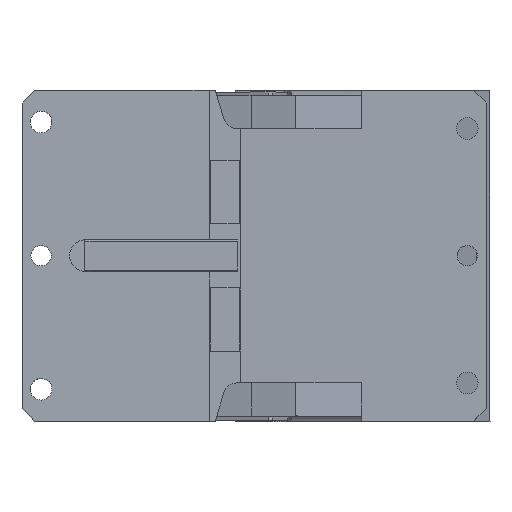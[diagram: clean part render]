
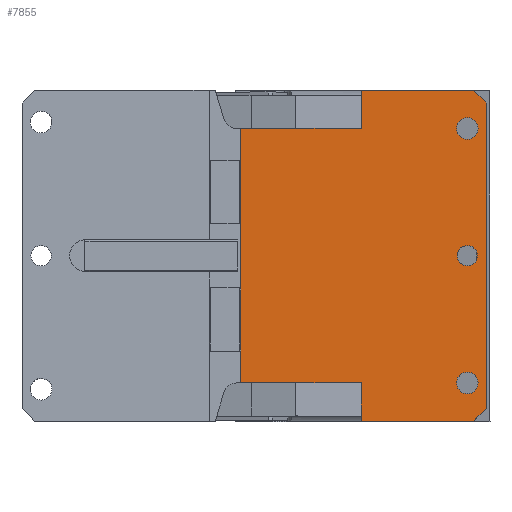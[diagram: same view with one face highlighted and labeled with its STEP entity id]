
A CAD part, top view. The second image highlights one B-rep face of the part: STEP entity #7855.
In plain terms, the highlighted planar face has unit normal (0, 0, 1).
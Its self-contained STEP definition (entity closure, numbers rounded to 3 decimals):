
#92=CARTESIAN_POINT('Axis2P3D Location',(-288.,-132.,300.)) ;
#1244=CARTESIAN_POINT('Vertex',(-113.,75.,300.)) ;
#1275=CARTESIAN_POINT('Line Origine',(-113.,87.5,300.)) ;
#1279=CARTESIAN_POINT('Vertex',(-113.,100.,300.)) ;
#1491=CARTESIAN_POINT('Line Origine',(-65.734,100.,300.)) ;
#1495=CARTESIAN_POINT('Vertex',(-18.468,100.,300.)) ;
#2371=CARTESIAN_POINT('Vertex',(-113.,-25.,300.)) ;
#2376=CARTESIAN_POINT('Line Origine',(-113.,0.,300.)) ;
#2380=CARTESIAN_POINT('Vertex',(-113.,25.,300.)) ;
#3179=CARTESIAN_POINT('Vertex',(-113.,-75.,300.)) ;
#3198=CARTESIAN_POINT('Line Origine',(-113.,-74.4,300.)) ;
#3202=CARTESIAN_POINT('Vertex',(-113.,-73.8,300.)) ;
#3205=CARTESIAN_POINT('Line Origine',(-113.,-50.,300.)) ;
#3209=CARTESIAN_POINT('Vertex',(-113.,-26.2,300.)) ;
#3212=CARTESIAN_POINT('Line Origine',(-113.,-25.6,300.)) ;
#3655=CARTESIAN_POINT('Line Origine',(-113.,25.6,300.)) ;
#3659=CARTESIAN_POINT('Vertex',(-113.,26.2,300.)) ;
#3662=CARTESIAN_POINT('Line Origine',(-113.,50.,300.)) ;
#3666=CARTESIAN_POINT('Vertex',(-113.,73.8,300.)) ;
#3669=CARTESIAN_POINT('Line Origine',(-113.,74.4,300.)) ;
#4360=CARTESIAN_POINT('Vertex',(65.,-8.,300.)) ;
#4365=CARTESIAN_POINT('Axis2P3D Location',(65.,0.,300.)) ;
#4369=CARTESIAN_POINT('Vertex',(65.,8.,300.)) ;
#5256=CARTESIAN_POINT('Axis2P3D Location',(65.,0.,300.)) ;
#5540=CARTESIAN_POINT('Vertex',(65.,-108.5,300.)) ;
#5545=CARTESIAN_POINT('Axis2P3D Location',(65.,-100.,300.)) ;
#5549=CARTESIAN_POINT('Vertex',(65.,-91.5,300.)) ;
#5576=CARTESIAN_POINT('Axis2P3D Location',(65.,-100.,300.)) ;
#5757=CARTESIAN_POINT('Line Origine',(75.,-125.,300.)) ;
#5761=CARTESIAN_POINT('Vertex',(80.,-120.,300.)) ;
#5763=CARTESIAN_POINT('Vertex',(70.,-130.,300.)) ;
#5803=CARTESIAN_POINT('Vertex',(-18.468,-130.,300.)) ;
#5811=CARTESIAN_POINT('Line Origine',(25.766,-130.,300.)) ;
#5834=CARTESIAN_POINT('Vertex',(-18.468,-100.,300.)) ;
#5842=CARTESIAN_POINT('Line Origine',(-18.468,-115.,300.)) ;
#7133=CARTESIAN_POINT('Vertex',(65.,91.5,300.)) ;
#7138=CARTESIAN_POINT('Axis2P3D Location',(65.,100.,300.)) ;
#7142=CARTESIAN_POINT('Vertex',(65.,108.5,300.)) ;
#7169=CARTESIAN_POINT('Axis2P3D Location',(65.,100.,300.)) ;
#7721=CARTESIAN_POINT('Vertex',(80.,120.,300.)) ;
#7724=CARTESIAN_POINT('Line Origine',(80.,0.,300.)) ;
#7755=CARTESIAN_POINT('Vertex',(70.,130.,300.)) ;
#7758=CARTESIAN_POINT('Line Origine',(75.,125.,300.)) ;
#7779=CARTESIAN_POINT('Vertex',(-18.468,130.,300.)) ;
#7782=CARTESIAN_POINT('Line Origine',(25.766,130.,300.)) ;
#7799=CARTESIAN_POINT('Line Origine',(-18.468,115.,300.)) ;
#7811=CARTESIAN_POINT('Line Origine',(-113.,-87.5,300.)) ;
#7815=CARTESIAN_POINT('Vertex',(-113.,-100.,300.)) ;
#7818=CARTESIAN_POINT('Line Origine',(-65.734,-100.,300.)) ;
#93=DIRECTION('Axis2P3D Direction',(0.,0.,1.)) ;
#94=DIRECTION('Axis2P3D XDirection',(0.,-1.,0.)) ;
#1276=DIRECTION('Vector Direction',(0.,1.,0.)) ;
#1492=DIRECTION('Vector Direction',(-1.,0.,0.)) ;
#2377=DIRECTION('Vector Direction',(0.,1.,0.)) ;
#3199=DIRECTION('Vector Direction',(0.,1.,0.)) ;
#3206=DIRECTION('Vector Direction',(0.,1.,0.)) ;
#3213=DIRECTION('Vector Direction',(0.,1.,0.)) ;
#3656=DIRECTION('Vector Direction',(0.,-1.,0.)) ;
#3663=DIRECTION('Vector Direction',(0.,-1.,0.)) ;
#3670=DIRECTION('Vector Direction',(0.,-1.,0.)) ;
#4366=DIRECTION('Axis2P3D Direction',(0.,0.,-1.)) ;
#5257=DIRECTION('Axis2P3D Direction',(0.,0.,-1.)) ;
#5546=DIRECTION('Axis2P3D Direction',(0.,0.,-1.)) ;
#5577=DIRECTION('Axis2P3D Direction',(0.,0.,-1.)) ;
#5758=DIRECTION('Vector Direction',(-0.707,-0.707,0.)) ;
#5812=DIRECTION('Vector Direction',(-1.,0.,0.)) ;
#5843=DIRECTION('Vector Direction',(0.,1.,0.)) ;
#7139=DIRECTION('Axis2P3D Direction',(0.,0.,-1.)) ;
#7170=DIRECTION('Axis2P3D Direction',(0.,0.,-1.)) ;
#7725=DIRECTION('Vector Direction',(0.,1.,0.)) ;
#7759=DIRECTION('Vector Direction',(0.707,-0.707,0.)) ;
#7783=DIRECTION('Vector Direction',(-1.,0.,0.)) ;
#7800=DIRECTION('Vector Direction',(0.,1.,0.)) ;
#7812=DIRECTION('Vector Direction',(0.,1.,0.)) ;
#7819=DIRECTION('Vector Direction',(-1.,0.,0.)) ;
#95=AXIS2_PLACEMENT_3D('Plane Axis2P3D',#92,#93,#94) ;
#4367=AXIS2_PLACEMENT_3D('Circle Axis2P3D',#4365,#4366,$) ;
#5258=AXIS2_PLACEMENT_3D('Circle Axis2P3D',#5256,#5257,$) ;
#5547=AXIS2_PLACEMENT_3D('Circle Axis2P3D',#5545,#5546,$) ;
#5578=AXIS2_PLACEMENT_3D('Circle Axis2P3D',#5576,#5577,$) ;
#7140=AXIS2_PLACEMENT_3D('Circle Axis2P3D',#7138,#7139,$) ;
#7171=AXIS2_PLACEMENT_3D('Circle Axis2P3D',#7169,#7170,$) ;
#7824=ORIENTED_EDGE('',*,*,#5846,.F.) ;
#7825=ORIENTED_EDGE('',*,*,#5815,.F.) ;
#7826=ORIENTED_EDGE('',*,*,#5765,.F.) ;
#7827=ORIENTED_EDGE('',*,*,#7728,.T.) ;
#7828=ORIENTED_EDGE('',*,*,#7762,.F.) ;
#7829=ORIENTED_EDGE('',*,*,#7786,.T.) ;
#7830=ORIENTED_EDGE('',*,*,#7803,.F.) ;
#7831=ORIENTED_EDGE('',*,*,#1497,.T.) ;
#7832=ORIENTED_EDGE('',*,*,#1281,.F.) ;
#7833=ORIENTED_EDGE('',*,*,#3673,.T.) ;
#7834=ORIENTED_EDGE('',*,*,#3668,.F.) ;
#7835=ORIENTED_EDGE('',*,*,#3661,.T.) ;
#7836=ORIENTED_EDGE('',*,*,#2382,.F.) ;
#7837=ORIENTED_EDGE('',*,*,#3216,.F.) ;
#7838=ORIENTED_EDGE('',*,*,#3211,.F.) ;
#7839=ORIENTED_EDGE('',*,*,#3204,.F.) ;
#7840=ORIENTED_EDGE('',*,*,#7817,.F.) ;
#7841=ORIENTED_EDGE('',*,*,#7822,.F.) ;
#7844=ORIENTED_EDGE('',*,*,#4371,.F.) ;
#7845=ORIENTED_EDGE('',*,*,#5260,.F.) ;
#7848=ORIENTED_EDGE('',*,*,#5551,.T.) ;
#7849=ORIENTED_EDGE('',*,*,#5580,.T.) ;
#7852=ORIENTED_EDGE('',*,*,#7144,.T.) ;
#7853=ORIENTED_EDGE('',*,*,#7173,.T.) ;
#7846=FACE_BOUND('',#7843,.T.) ;
#7850=FACE_BOUND('',#7847,.T.) ;
#7854=FACE_BOUND('',#7851,.T.) ;
#1277=VECTOR('Line Direction',#1276,1.) ;
#1493=VECTOR('Line Direction',#1492,1.) ;
#2378=VECTOR('Line Direction',#2377,1.) ;
#3200=VECTOR('Line Direction',#3199,1.) ;
#3207=VECTOR('Line Direction',#3206,1.) ;
#3214=VECTOR('Line Direction',#3213,1.) ;
#3657=VECTOR('Line Direction',#3656,1.) ;
#3664=VECTOR('Line Direction',#3663,1.) ;
#3671=VECTOR('Line Direction',#3670,1.) ;
#5759=VECTOR('Line Direction',#5758,1.) ;
#5813=VECTOR('Line Direction',#5812,1.) ;
#5844=VECTOR('Line Direction',#5843,1.) ;
#7726=VECTOR('Line Direction',#7725,1.) ;
#7760=VECTOR('Line Direction',#7759,1.) ;
#7784=VECTOR('Line Direction',#7783,1.) ;
#7801=VECTOR('Line Direction',#7800,1.) ;
#7813=VECTOR('Line Direction',#7812,1.) ;
#7820=VECTOR('Line Direction',#7819,1.) ;
#7855=ADVANCED_FACE('CAM HOLDER',(#7842,#7846,#7850,#7854),#96,.T.) ;
#4368=CIRCLE('generated circle',#4367,8.) ;
#5259=CIRCLE('generated circle',#5258,8.) ;
#5548=CIRCLE('generated circle',#5547,8.5) ;
#5579=CIRCLE('generated circle',#5578,8.5) ;
#7141=CIRCLE('generated circle',#7140,8.5) ;
#7172=CIRCLE('generated circle',#7171,8.5) ;
#1281=EDGE_CURVE('',#1245,#1280,#1278,.T.) ;
#1497=EDGE_CURVE('',#1496,#1280,#1494,.T.) ;
#2382=EDGE_CURVE('',#2372,#2381,#2379,.T.) ;
#3204=EDGE_CURVE('',#3180,#3203,#3201,.T.) ;
#3211=EDGE_CURVE('',#3203,#3210,#3208,.T.) ;
#3216=EDGE_CURVE('',#3210,#2372,#3215,.T.) ;
#3661=EDGE_CURVE('',#3660,#2381,#3658,.T.) ;
#3668=EDGE_CURVE('',#3660,#3667,#3665,.F.) ;
#3673=EDGE_CURVE('',#1245,#3667,#3672,.T.) ;
#4371=EDGE_CURVE('',#4361,#4370,#4368,.F.) ;
#5260=EDGE_CURVE('',#4370,#4361,#5259,.F.) ;
#5551=EDGE_CURVE('',#5550,#5541,#5548,.T.) ;
#5580=EDGE_CURVE('',#5541,#5550,#5579,.T.) ;
#5765=EDGE_CURVE('',#5762,#5764,#5760,.T.) ;
#5815=EDGE_CURVE('',#5764,#5804,#5814,.T.) ;
#5846=EDGE_CURVE('',#5804,#5835,#5845,.T.) ;
#7144=EDGE_CURVE('',#7143,#7134,#7141,.T.) ;
#7173=EDGE_CURVE('',#7134,#7143,#7172,.T.) ;
#7728=EDGE_CURVE('',#5762,#7722,#7727,.T.) ;
#7762=EDGE_CURVE('',#7756,#7722,#7761,.T.) ;
#7786=EDGE_CURVE('',#7756,#7780,#7785,.T.) ;
#7803=EDGE_CURVE('',#1496,#7780,#7802,.T.) ;
#7817=EDGE_CURVE('',#7816,#3180,#7814,.T.) ;
#7822=EDGE_CURVE('',#5835,#7816,#7821,.T.) ;
#7823=EDGE_LOOP('',(#7824,#7825,#7826,#7827,#7828,#7829,#7830,#7831,#7832,#7833,#7834,#7835,#7836,#7837,#7838,#7839,#7840,#7841)) ;
#7843=EDGE_LOOP('',(#7844,#7845)) ;
#7847=EDGE_LOOP('',(#7848,#7849)) ;
#7851=EDGE_LOOP('',(#7852,#7853)) ;
#7842=FACE_OUTER_BOUND('',#7823,.T.) ;
#1278=LINE('Line',#1275,#1277) ;
#1494=LINE('Line',#1491,#1493) ;
#2379=LINE('Line',#2376,#2378) ;
#3201=LINE('Line',#3198,#3200) ;
#3208=LINE('Line',#3205,#3207) ;
#3215=LINE('Line',#3212,#3214) ;
#3658=LINE('Line',#3655,#3657) ;
#3665=LINE('Line',#3662,#3664) ;
#3672=LINE('Line',#3669,#3671) ;
#5760=LINE('Line',#5757,#5759) ;
#5814=LINE('Line',#5811,#5813) ;
#5845=LINE('Line',#5842,#5844) ;
#7727=LINE('Line',#7724,#7726) ;
#7761=LINE('Line',#7758,#7760) ;
#7785=LINE('Line',#7782,#7784) ;
#7802=LINE('Line',#7799,#7801) ;
#7814=LINE('Line',#7811,#7813) ;
#7821=LINE('Line',#7818,#7820) ;
#96=PLANE('Plane',#95) ;
#1245=VERTEX_POINT('',#1244) ;
#1280=VERTEX_POINT('',#1279) ;
#1496=VERTEX_POINT('',#1495) ;
#2372=VERTEX_POINT('',#2371) ;
#2381=VERTEX_POINT('',#2380) ;
#3180=VERTEX_POINT('',#3179) ;
#3203=VERTEX_POINT('',#3202) ;
#3210=VERTEX_POINT('',#3209) ;
#3660=VERTEX_POINT('',#3659) ;
#3667=VERTEX_POINT('',#3666) ;
#4361=VERTEX_POINT('',#4360) ;
#4370=VERTEX_POINT('',#4369) ;
#5541=VERTEX_POINT('',#5540) ;
#5550=VERTEX_POINT('',#5549) ;
#5762=VERTEX_POINT('',#5761) ;
#5764=VERTEX_POINT('',#5763) ;
#5804=VERTEX_POINT('',#5803) ;
#5835=VERTEX_POINT('',#5834) ;
#7134=VERTEX_POINT('',#7133) ;
#7143=VERTEX_POINT('',#7142) ;
#7722=VERTEX_POINT('',#7721) ;
#7756=VERTEX_POINT('',#7755) ;
#7780=VERTEX_POINT('',#7779) ;
#7816=VERTEX_POINT('',#7815) ;
